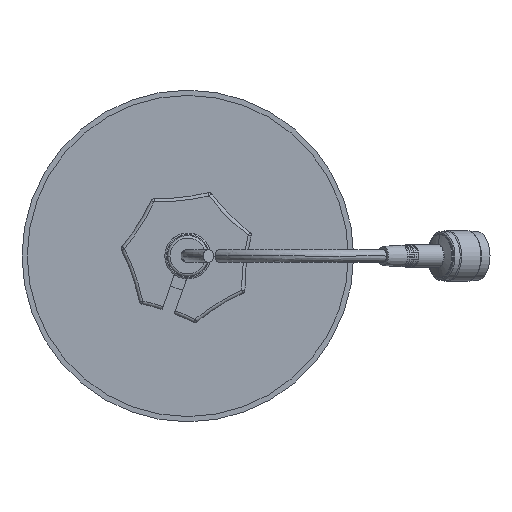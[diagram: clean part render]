
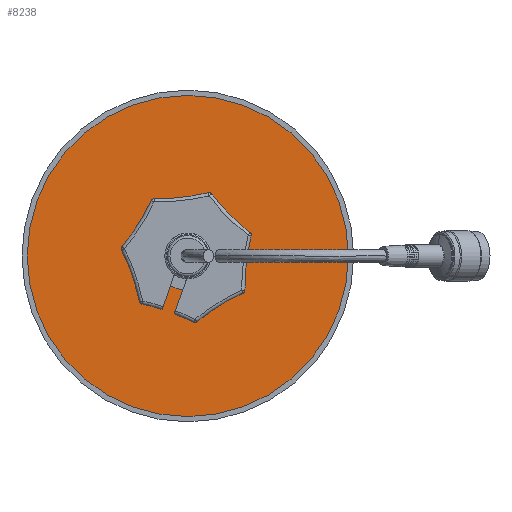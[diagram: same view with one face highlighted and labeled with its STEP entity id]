
A CAD part, front view. The second image highlights one B-rep face of the part: STEP entity #8238.
In plain terms, the highlighted planar face has unit normal (0, -1, 0).
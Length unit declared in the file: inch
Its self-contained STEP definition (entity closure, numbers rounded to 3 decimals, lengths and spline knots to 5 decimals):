
#603 = CARTESIAN_POINT ( 'NONE',  ( 0.5315, 1.60077, 0. ) ) ;
#1099 = DIRECTION ( 'NONE',  ( -1., 0., 0. ) ) ;
#1540 = AXIS2_PLACEMENT_3D ( 'NONE', #12214, #8655, #13346 ) ;
#1726 = FACE_OUTER_BOUND ( 'NONE', #5669, .T. ) ;
#2298 = CIRCLE ( 'NONE', #11135, 2.47864 ) ;
#3052 = VERTEX_POINT ( 'NONE', #4923 ) ;
#3917 = CARTESIAN_POINT ( 'NONE',  ( -0.5315, 1.60077, 0. ) ) ;
#4363 = CARTESIAN_POINT ( 'NONE',  ( -2.47864, 1.60077, 0. ) ) ;
#4398 = CARTESIAN_POINT ( 'NONE',  ( 2.47864, 1.60077, 0. ) ) ;
#4923 = CARTESIAN_POINT ( 'NONE',  ( 2.47864, 1.60077, 0. ) ) ;
#5203 = VERTEX_POINT ( 'NONE', #3917 ) ;
#5421 = DIRECTION ( 'NONE',  ( -1., 0., 0. ) ) ;
#5431 = AXIS2_PLACEMENT_3D ( 'NONE', #7632, #6550, #5421 ) ;
#5616 = DIRECTION ( 'NONE',  ( 0., 1., 0. ) ) ;
#5623 = VERTEX_POINT ( 'NONE', #4363 ) ;
#5669 = EDGE_LOOP ( 'NONE', ( #6372, #12381 ) ) ;
#5944 = EDGE_CURVE ( 'NONE', #5203, #14101, #13250, .T. ) ;
#6118 = ORIENTED_EDGE ( 'NONE', *, *, #5944, .T. ) ;
#6372 = ORIENTED_EDGE ( 'NONE', *, *, #11954, .F. ) ;
#6378 = ORIENTED_EDGE ( 'NONE', *, *, #10337, .T. ) ;
#6550 = DIRECTION ( 'NONE',  ( 0., 1., 0. ) ) ;
#6641 = DIRECTION ( 'NONE',  ( 0., 1., 0. ) ) ;
#6973 = AXIS2_PLACEMENT_3D ( 'NONE', #11992, #9726, #7286 ) ;
#7009 = FACE_BOUND ( 'NONE', #11983, .T. ) ;
#7286 = DIRECTION ( 'NONE',  ( -1., 0., 0. ) ) ;
#7632 = CARTESIAN_POINT ( 'NONE',  ( 0., 1.60077, 0. ) ) ;
#7769 = CARTESIAN_POINT ( 'NONE',  ( 0., 1.60077, 0. ) ) ;
#7862 = DIRECTION ( 'NONE',  ( -1., 0., 0. ) ) ;
#8238 = ADVANCED_FACE ( 'NONE', ( #1726, #7009 ), #9100, .F. ) ;
#8655 = DIRECTION ( 'NONE',  ( 0., 1., 0. ) ) ;
#9100 = PLANE ( 'NONE',  #9327 ) ;
#9256 = CIRCLE ( 'NONE', #6973, 0.5315 ) ;
#9327 = AXIS2_PLACEMENT_3D ( 'NONE', #4398, #5616, #1099 ) ;
#9726 = DIRECTION ( 'NONE',  ( 0., 1., 0. ) ) ;
#10337 = EDGE_CURVE ( 'NONE', #14101, #5203, #9256, .T. ) ;
#11135 = AXIS2_PLACEMENT_3D ( 'NONE', #7769, #6641, #7862 ) ;
#11834 = CIRCLE ( 'NONE', #5431, 2.47864 ) ;
#11954 = EDGE_CURVE ( 'NONE', #5623, #3052, #2298, .T. ) ;
#11983 = EDGE_LOOP ( 'NONE', ( #6118, #6378 ) ) ;
#11992 = CARTESIAN_POINT ( 'NONE',  ( 0., 1.60077, 0. ) ) ;
#12214 = CARTESIAN_POINT ( 'NONE',  ( 0., 1.60077, 0. ) ) ;
#12381 = ORIENTED_EDGE ( 'NONE', *, *, #14420, .F. ) ;
#13250 = CIRCLE ( 'NONE', #1540, 0.5315 ) ;
#13346 = DIRECTION ( 'NONE',  ( -1., 0., 0. ) ) ;
#14101 = VERTEX_POINT ( 'NONE', #603 ) ;
#14420 = EDGE_CURVE ( 'NONE', #3052, #5623, #11834, .T. ) ;
